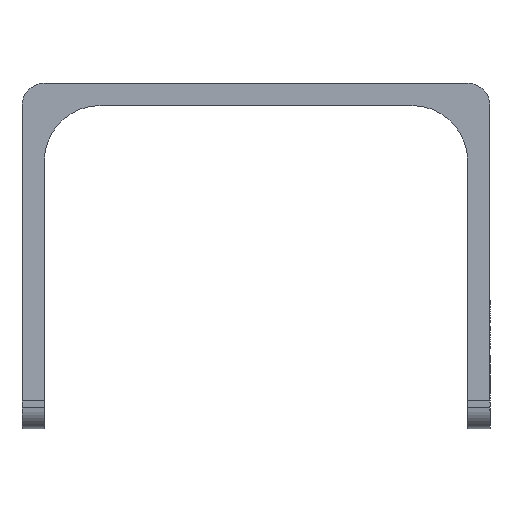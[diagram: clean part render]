
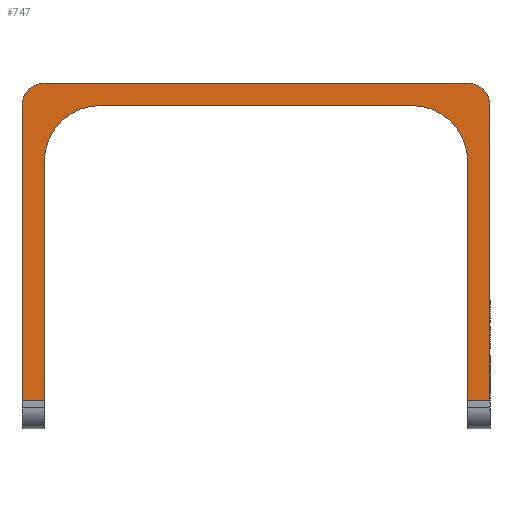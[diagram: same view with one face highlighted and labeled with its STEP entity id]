
A CAD part, front view. The second image highlights one B-rep face of the part: STEP entity #747.
In plain terms, the highlighted planar face has unit normal (0, -1, 0).
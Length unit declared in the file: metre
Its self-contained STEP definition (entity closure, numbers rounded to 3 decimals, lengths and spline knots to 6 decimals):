
#20 = FACE_OUTER_BOUND ( 'NONE', #183, .T. ) ;
#84 = EDGE_CURVE ( 'NONE', #130, #661, #3491, .T. ) ;
#126 = CARTESIAN_POINT ( 'NONE',  ( 0.014, -0.01, 0.0265 ) ) ;
#130 = VERTEX_POINT ( 'NONE', #3582 ) ;
#147 = ORIENTED_EDGE ( 'NONE', *, *, #1384, .F. ) ;
#163 = CARTESIAN_POINT ( 'NONE',  ( -0.019, -0.01, 0.0285 ) ) ;
#183 = EDGE_LOOP ( 'NONE', ( #887, #2391, #1736, #1641, #1871, #3053, #3661, #2089, #3695, #2852, #787, #147 ) ) ;
#210 = LINE ( 'NONE', #3654, #1824 ) ;
#222 = EDGE_CURVE ( 'NONE', #1183, #1763, #740, .T. ) ;
#315 = DIRECTION ( 'NONE',  ( 1., 0., 0. ) ) ;
#357 = EDGE_CURVE ( 'NONE', #2268, #1090, #2117, .T. ) ;
#433 = DIRECTION ( 'NONE',  ( 0., 0., 1. ) ) ;
#449 = LINE ( 'NONE', #163, #1200 ) ;
#582 = DIRECTION ( 'NONE',  ( 0., 0., 1. ) ) ;
#590 = VERTEX_POINT ( 'NONE', #2789 ) ;
#603 = CARTESIAN_POINT ( 'NONE',  ( 0.019, -0.01, 0.0285 ) ) ;
#661 = VERTEX_POINT ( 'NONE', #603 ) ;
#740 = LINE ( 'NONE', #1347, #1902 ) ;
#747 = ADVANCED_FACE ( 'NONE', ( #20 ), #2622, .F. ) ;
#782 = VECTOR ( 'NONE', #1579, 1. ) ;
#787 = ORIENTED_EDGE ( 'NONE', *, *, #3506, .F. ) ;
#795 = VERTEX_POINT ( 'NONE', #3007 ) ;
#822 = DIRECTION ( 'NONE',  ( 0., 1., 0. ) ) ;
#833 = CIRCLE ( 'NONE', #1805, 0.002 ) ;
#851 = CARTESIAN_POINT ( 'NONE',  ( -0.019, -0.01, 0.0215 ) ) ;
#879 = VECTOR ( 'NONE', #1340, 1. ) ;
#887 = ORIENTED_EDGE ( 'NONE', *, *, #2330, .T. ) ;
#893 = EDGE_CURVE ( 'NONE', #130, #2497, #1845, .T. ) ;
#1013 = CARTESIAN_POINT ( 'NONE',  ( -0.019, -0.01, 0.0265 ) ) ;
#1043 = EDGE_CURVE ( 'NONE', #1090, #2497, #210, .T. ) ;
#1081 = CARTESIAN_POINT ( 'NONE',  ( -0.021, -0.01, 0. ) ) ;
#1090 = VERTEX_POINT ( 'NONE', #2619 ) ;
#1183 = VERTEX_POINT ( 'NONE', #2585 ) ;
#1200 = VECTOR ( 'NONE', #1316, 1. ) ;
#1218 = CIRCLE ( 'NONE', #3328, 0.005 ) ;
#1256 = DIRECTION ( 'NONE',  ( 0., 0., 1. ) ) ;
#1316 = DIRECTION ( 'NONE',  ( 1., 0., 0. ) ) ;
#1340 = DIRECTION ( 'NONE',  ( -1., 0., 0. ) ) ;
#1347 = CARTESIAN_POINT ( 'NONE',  ( 0.0185, -0.01, 0.0265 ) ) ;
#1384 = EDGE_CURVE ( 'NONE', #3024, #795, #1647, .T. ) ;
#1430 = LINE ( 'NONE', #1535, #2077 ) ;
#1463 = AXIS2_PLACEMENT_3D ( 'NONE', #3601, #1814, #1256 ) ;
#1484 = CARTESIAN_POINT ( 'NONE',  ( 0.02, -0.01, 0.00575 ) ) ;
#1535 = CARTESIAN_POINT ( 'NONE',  ( -0.019, -0.01, 0. ) ) ;
#1579 = DIRECTION ( 'NONE',  ( 0., 0., -1. ) ) ;
#1596 = DIRECTION ( 'NONE',  ( 0., 0., 1. ) ) ;
#1641 = ORIENTED_EDGE ( 'NONE', *, *, #2118, .T. ) ;
#1647 = LINE ( 'NONE', #2799, #879 ) ;
#1736 = ORIENTED_EDGE ( 'NONE', *, *, #222, .T. ) ;
#1763 = VERTEX_POINT ( 'NONE', #126 ) ;
#1805 = AXIS2_PLACEMENT_3D ( 'NONE', #1013, #2982, #433 ) ;
#1814 = DIRECTION ( 'NONE',  ( 0., 1., 0. ) ) ;
#1824 = VECTOR ( 'NONE', #3087, 1. ) ;
#1828 = CARTESIAN_POINT ( 'NONE',  ( 0.021, -0.01, 0.0265 ) ) ;
#1845 = LINE ( 'NONE', #1828, #2483 ) ;
#1847 = CARTESIAN_POINT ( 'NONE',  ( 0.019, -0.01, 0.0265 ) ) ;
#1869 = CARTESIAN_POINT ( 'NONE',  ( 0.019, -0.01, 0.0265 ) ) ;
#1871 = ORIENTED_EDGE ( 'NONE', *, *, #357, .T. ) ;
#1876 = CARTESIAN_POINT ( 'NONE',  ( 0.021, -0.01, 0. ) ) ;
#1902 = VECTOR ( 'NONE', #3068, 1. ) ;
#2077 = VECTOR ( 'NONE', #582, 1. ) ;
#2089 = ORIENTED_EDGE ( 'NONE', *, *, #84, .T. ) ;
#2117 = LINE ( 'NONE', #1869, #782 ) ;
#2118 = EDGE_CURVE ( 'NONE', #1763, #2268, #3148, .T. ) ;
#2246 = CARTESIAN_POINT ( 'NONE',  ( 0.019, -0.01, 0.0215 ) ) ;
#2268 = VERTEX_POINT ( 'NONE', #2246 ) ;
#2289 = EDGE_CURVE ( 'NONE', #3119, #1183, #1218, .T. ) ;
#2330 = EDGE_CURVE ( 'NONE', #3024, #3119, #1430, .T. ) ;
#2391 = ORIENTED_EDGE ( 'NONE', *, *, #2289, .T. ) ;
#2483 = VECTOR ( 'NONE', #2989, 1. ) ;
#2497 = VERTEX_POINT ( 'NONE', #1876 ) ;
#2585 = CARTESIAN_POINT ( 'NONE',  ( -0.014, -0.01, 0.0265 ) ) ;
#2619 = CARTESIAN_POINT ( 'NONE',  ( 0.019, -0.01, 0. ) ) ;
#2622 = PLANE ( 'NONE',  #2824 ) ;
#2702 = AXIS2_PLACEMENT_3D ( 'NONE', #1847, #2976, #3276 ) ;
#2753 = CARTESIAN_POINT ( 'NONE',  ( -0.019, -0.01, 0. ) ) ;
#2789 = CARTESIAN_POINT ( 'NONE',  ( -0.019, -0.01, 0.0285 ) ) ;
#2799 = CARTESIAN_POINT ( 'NONE',  ( -0.019, -0.01, 0. ) ) ;
#2824 = AXIS2_PLACEMENT_3D ( 'NONE', #1484, #2904, #315 ) ;
#2852 = ORIENTED_EDGE ( 'NONE', *, *, #2947, .T. ) ;
#2904 = DIRECTION ( 'NONE',  ( 0., 1., 0. ) ) ;
#2915 = DIRECTION ( 'NONE',  ( 0., 0., 1. ) ) ;
#2947 = EDGE_CURVE ( 'NONE', #590, #3001, #833, .T. ) ;
#2976 = DIRECTION ( 'NONE',  ( 0., -1., 0. ) ) ;
#2982 = DIRECTION ( 'NONE',  ( 0., -1., 0. ) ) ;
#2989 = DIRECTION ( 'NONE',  ( 0., 0., -1. ) ) ;
#3001 = VERTEX_POINT ( 'NONE', #3055 ) ;
#3007 = CARTESIAN_POINT ( 'NONE',  ( -0.021, -0.01, 0. ) ) ;
#3024 = VERTEX_POINT ( 'NONE', #2753 ) ;
#3033 = EDGE_CURVE ( 'NONE', #590, #661, #449, .T. ) ;
#3053 = ORIENTED_EDGE ( 'NONE', *, *, #1043, .T. ) ;
#3055 = CARTESIAN_POINT ( 'NONE',  ( -0.021, -0.01, 0.0265 ) ) ;
#3068 = DIRECTION ( 'NONE',  ( 1., 0., 0. ) ) ;
#3087 = DIRECTION ( 'NONE',  ( 1., 0., 0. ) ) ;
#3119 = VERTEX_POINT ( 'NONE', #851 ) ;
#3148 = CIRCLE ( 'NONE', #1463, 0.005 ) ;
#3179 = LINE ( 'NONE', #1081, #3559 ) ;
#3276 = DIRECTION ( 'NONE',  ( 1., 0., 0. ) ) ;
#3328 = AXIS2_PLACEMENT_3D ( 'NONE', #3639, #822, #1596 ) ;
#3491 = CIRCLE ( 'NONE', #2702, 0.002 ) ;
#3506 = EDGE_CURVE ( 'NONE', #795, #3001, #3179, .T. ) ;
#3559 = VECTOR ( 'NONE', #2915, 1. ) ;
#3582 = CARTESIAN_POINT ( 'NONE',  ( 0.021, -0.01, 0.0265 ) ) ;
#3601 = CARTESIAN_POINT ( 'NONE',  ( 0.014, -0.01, 0.0215 ) ) ;
#3639 = CARTESIAN_POINT ( 'NONE',  ( -0.014, -0.01, 0.0215 ) ) ;
#3654 = CARTESIAN_POINT ( 'NONE',  ( 0.019, -0.01, 0. ) ) ;
#3661 = ORIENTED_EDGE ( 'NONE', *, *, #893, .F. ) ;
#3695 = ORIENTED_EDGE ( 'NONE', *, *, #3033, .F. ) ;
